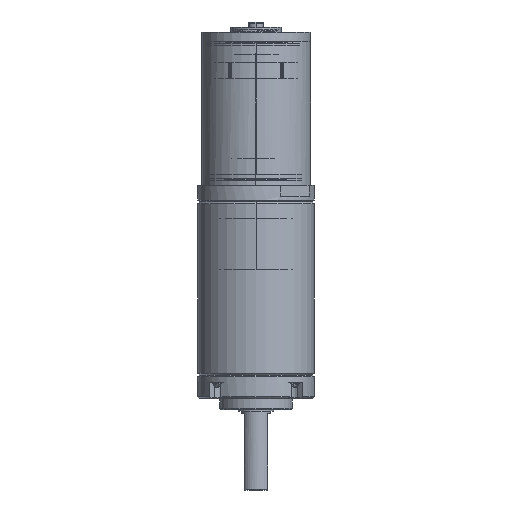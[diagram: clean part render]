
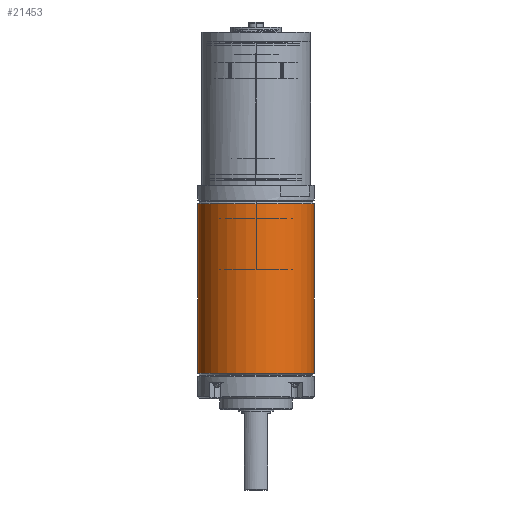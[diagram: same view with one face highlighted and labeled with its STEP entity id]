
A CAD part, left-side view. The second image highlights one B-rep face of the part: STEP entity #21453.
In plain terms, the highlighted cylindrical face has radius 16 mm (diameter 32 mm), a partial arc.
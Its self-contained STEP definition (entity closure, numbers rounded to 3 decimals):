
#18087=CARTESIAN_POINT('',(0.,0.,-52.9));
#18088=DIRECTION('',(0.,0.,1.));
#18089=DIRECTION('',(0.,1.,0.));
#18090=AXIS2_PLACEMENT_3D('',#18087,#18088,#18089);
#18105=DIRECTION('',(0.,0.,-1.));
#18106=VECTOR('',#18105,46.5);
#18107=CARTESIAN_POINT('',(0.,16.,-6.4));
#18108=LINE('',#18107,#18106);
#18109=DIRECTION('',(0.,0.,-1.));
#18110=VECTOR('',#18109,46.5);
#18111=CARTESIAN_POINT('',(0.,-16.,-6.4));
#18112=LINE('',#18111,#18110);
#18118=CARTESIAN_POINT('',(0.,0.,-6.4));
#18119=DIRECTION('',(0.,0.,1.));
#18120=DIRECTION('',(0.,1.,0.));
#18121=AXIS2_PLACEMENT_3D('',#18118,#18119,#18120);
#20703=CARTESIAN_POINT('',(0.,16.,-6.4));
#20704=CARTESIAN_POINT('',(0.,16.,-52.9));
#20705=VERTEX_POINT('',#20703);
#20706=VERTEX_POINT('',#20704);
#20711=CARTESIAN_POINT('',(0.,-16.,-6.4));
#20712=CARTESIAN_POINT('',(0.,-16.,-52.9));
#20713=VERTEX_POINT('',#20711);
#20714=VERTEX_POINT('',#20712);
#21441=CARTESIAN_POINT('',(0.,0.,-89.075));
#21442=DIRECTION('',(0.,0.,1.));
#21443=DIRECTION('',(0.,-1.,0.));
#21444=AXIS2_PLACEMENT_3D('',#21441,#21442,#21443);
#21445=CYLINDRICAL_SURFACE('',#21444,16.);
#21446=ORIENTED_EDGE('',*,*,#21431,.F.);
#21448=ORIENTED_EDGE('',*,*,#21447,.T.);
#21449=ORIENTED_EDGE('',*,*,#21434,.T.);
#21450=ORIENTED_EDGE('',*,*,#21405,.F.);
#21451=EDGE_LOOP('',(#21446,#21448,#21449,#21450));
#21452=FACE_OUTER_BOUND('',#21451,.F.);
#21453=ADVANCED_FACE('',(#21452),#21445,.T.);
#18091=CIRCLE('',#18090,16.);
#18122=CIRCLE('',#18121,16.);
#21405=EDGE_CURVE('',#20706,#20714,#18091,.T.);
#21431=EDGE_CURVE('',#20705,#20706,#18108,.T.);
#21434=EDGE_CURVE('',#20713,#20714,#18112,.T.);
#21447=EDGE_CURVE('',#20705,#20713,#18122,.T.);
